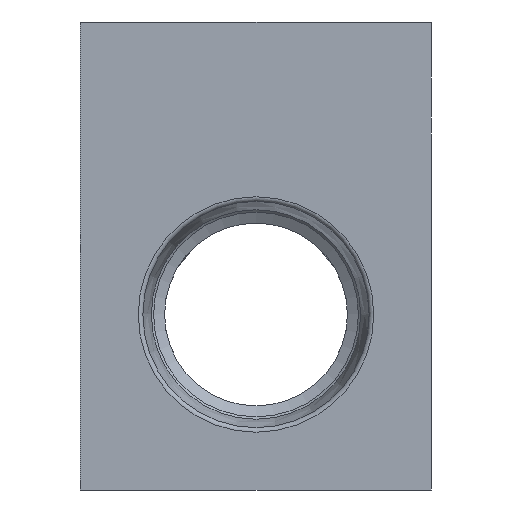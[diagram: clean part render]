
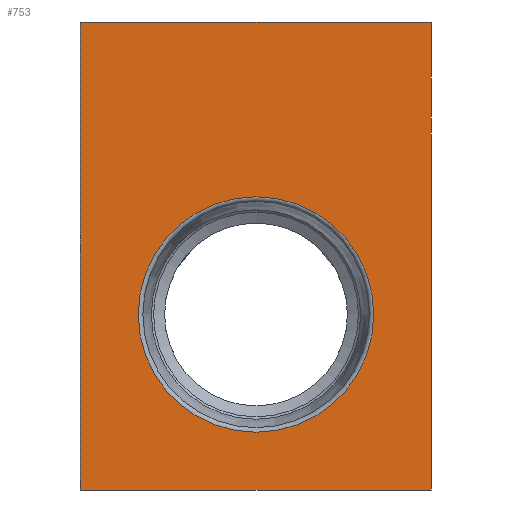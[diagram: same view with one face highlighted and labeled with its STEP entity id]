
A CAD part, left-side view. The second image highlights one B-rep face of the part: STEP entity #753.
In plain terms, the highlighted planar face has unit normal (-1, 0, 0).
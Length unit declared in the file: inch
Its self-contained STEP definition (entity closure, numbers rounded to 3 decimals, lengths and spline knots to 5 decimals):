
#753=ADVANCED_FACE('',(#2000,#2001),#2002,.F.);
#2000=FACE_OUTER_BOUND('',#3725,.T.);
#2001=FACE_BOUND('',#3726,.T.);
#2002=PLANE('',#3727);
#3725=EDGE_LOOP('',(#6362,#6363,#6364,#6365));
#3726=EDGE_LOOP('',(#6366));
#3727=AXIS2_PLACEMENT_3D('',#6367,#6368,#6369);
#6362=ORIENTED_EDGE('',*,*,#10772,.T.);
#6363=ORIENTED_EDGE('',*,*,#11222,.T.);
#6364=ORIENTED_EDGE('',*,*,#10663,.F.);
#6365=ORIENTED_EDGE('',*,*,#11219,.F.);
#6366=ORIENTED_EDGE('',*,*,#11225,.T.);
#6367=CARTESIAN_POINT('',(-0.75,0.36111,-3.0));
#6368=DIRECTION('',(1.0,0.0,0.0));
#6369=DIRECTION('',(0.0,0.0,-1.0));
#10663=EDGE_CURVE('',#12952,#12947,#12954,.T.);
#10772=EDGE_CURVE('',#13171,#13169,#13172,.T.);
#11219=EDGE_CURVE('',#13171,#12952,#13926,.T.);
#11222=EDGE_CURVE('',#13169,#12947,#13929,.T.);
#11225=EDGE_CURVE('',#13932,#13932,#13933,.T.);
#12947=VERTEX_POINT('',#16286);
#12952=VERTEX_POINT('',#16293);
#12954=LINE('',#16296,#16297);
#13169=VERTEX_POINT('',#16617);
#13171=VERTEX_POINT('',#16620);
#13172=LINE('',#16621,#16622);
#13926=LINE('',#17757,#17758);
#13929=LINE('',#17762,#17763);
#13932=VERTEX_POINT('',#17767);
#13933=CIRCLE('',#17768,0.2516);
#16286=CARTESIAN_POINT('',(-0.75,-0.38889,-4.0));
#16293=CARTESIAN_POINT('',(-0.75,-0.38889,-3.0));
#16296=CARTESIAN_POINT('',(-0.75,-0.38889,-3.0));
#16297=VECTOR('',#20657,1.0);
#16617=CARTESIAN_POINT('',(-0.75,0.36111,-4.0));
#16620=CARTESIAN_POINT('',(-0.75,0.36111,-3.0));
#16621=CARTESIAN_POINT('',(-0.75,0.36111,-3.0));
#16622=VECTOR('',#20767,1.0);
#17757=CARTESIAN_POINT('',(-0.75,0.36111,-3.0));
#17758=VECTOR('',#21177,1.0);
#17762=CARTESIAN_POINT('',(-0.75,0.36111,-4.0));
#17763=VECTOR('',#21179,1.0);
#17767=CARTESIAN_POINT('',(-0.75,0.23771,-3.625));
#17768=AXIS2_PLACEMENT_3D('',#21181,#21182,#21183);
#20657=DIRECTION('',(0.0,0.0,-1.0));
#20767=DIRECTION('',(0.0,0.0,-1.0));
#21177=DIRECTION('',(0.0,-1.0,0.0));
#21179=DIRECTION('',(0.0,-1.0,0.0));
#21181=CARTESIAN_POINT('',(-0.75,-0.01389,-3.625));
#21182=DIRECTION('',(1.0,0.,0.0));
#21183=DIRECTION('',(0.,1.0,0.0));
